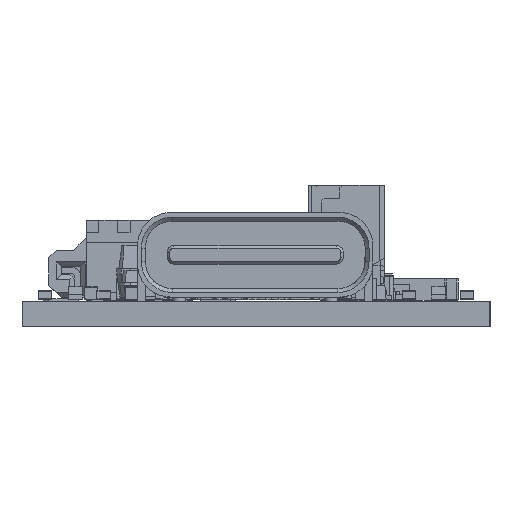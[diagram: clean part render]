
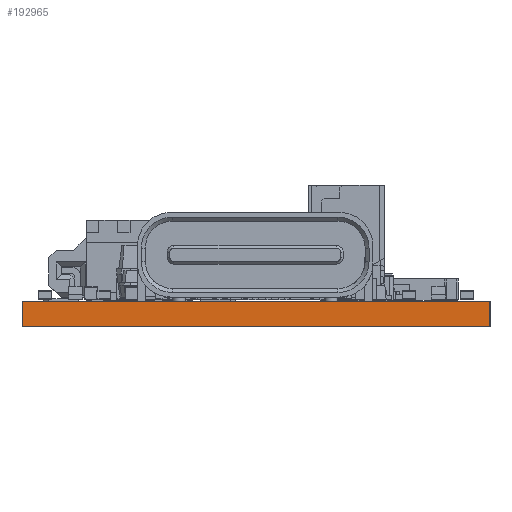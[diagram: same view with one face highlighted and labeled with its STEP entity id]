
A CAD part, left-side view. The second image highlights one B-rep face of the part: STEP entity #192965.
In plain terms, the highlighted planar face has unit normal (-1, 0, 0).
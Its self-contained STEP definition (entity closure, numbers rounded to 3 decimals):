
#181554 = PLANE('',#181555);
#181555 = AXIS2_PLACEMENT_3D('',#181556,#181557,#181558);
#181556 = CARTESIAN_POINT('',(26.01,8.89,0.));
#181557 = DIRECTION('',(-0.,-0.,-1.));
#181558 = DIRECTION('',(-1.,0.,0.));
#181610 = PLANE('',#181611);
#181611 = AXIS2_PLACEMENT_3D('',#181612,#181613,#181614);
#181612 = CARTESIAN_POINT('',(26.01,8.89,0.98));
#181613 = DIRECTION('',(-0.,-0.,-1.));
#181614 = DIRECTION('',(-1.,0.,0.));
#182678 = VERTEX_POINT('',#182679);
#182679 = CARTESIAN_POINT('',(0.,-0.,0.));
#182693 = PLANE('',#182694);
#182694 = AXIS2_PLACEMENT_3D('',#182695,#182696,#182697);
#182695 = CARTESIAN_POINT('',(52.019,0.,0.));
#182696 = DIRECTION('',(0.,-1.,0.));
#182697 = DIRECTION('',(-1.,0.,0.));
#182705 = EDGE_CURVE('',#182678,#182706,#182708,.T.);
#182706 = VERTEX_POINT('',#182707);
#182707 = CARTESIAN_POINT('',(0.,17.78,0.));
#182708 = SURFACE_CURVE('',#182709,(#182713,#182720),.PCURVE_S1.);
#182709 = LINE('',#182710,#182711);
#182710 = CARTESIAN_POINT('',(0.,-0.,0.));
#182711 = VECTOR('',#182712,1.);
#182712 = DIRECTION('',(0.,1.,0.));
#182713 = PCURVE('',#181554,#182714);
#182714 = DEFINITIONAL_REPRESENTATION('',(#182715),#182719);
#182715 = LINE('',#182716,#182717);
#182716 = CARTESIAN_POINT('',(26.01,-8.89));
#182717 = VECTOR('',#182718,1.);
#182718 = DIRECTION('',(0.,1.));
#182719 = ( GEOMETRIC_REPRESENTATION_CONTEXT(2) 
PARAMETRIC_REPRESENTATION_CONTEXT() REPRESENTATION_CONTEXT('2D SPACE',''
  ) );
#182720 = PCURVE('',#182721,#182726);
#182721 = PLANE('',#182722);
#182722 = AXIS2_PLACEMENT_3D('',#182723,#182724,#182725);
#182723 = CARTESIAN_POINT('',(0.,0.,0.));
#182724 = DIRECTION('',(-1.,0.,0.));
#182725 = DIRECTION('',(0.,1.,0.));
#182726 = DEFINITIONAL_REPRESENTATION('',(#182727),#182731);
#182727 = LINE('',#182728,#182729);
#182728 = CARTESIAN_POINT('',(0.,0.));
#182729 = VECTOR('',#182730,1.);
#182730 = DIRECTION('',(1.,0.));
#182731 = ( GEOMETRIC_REPRESENTATION_CONTEXT(2) 
PARAMETRIC_REPRESENTATION_CONTEXT() REPRESENTATION_CONTEXT('2D SPACE',''
  ) );
#182749 = PLANE('',#182750);
#182750 = AXIS2_PLACEMENT_3D('',#182751,#182752,#182753);
#182751 = CARTESIAN_POINT('',(0.,17.78,0.));
#182752 = DIRECTION('',(0.,1.,0.));
#182753 = DIRECTION('',(1.,0.,0.));
#188201 = VERTEX_POINT('',#188202);
#188202 = CARTESIAN_POINT('',(0.,0.,0.98));
#188223 = EDGE_CURVE('',#188201,#188224,#188226,.T.);
#188224 = VERTEX_POINT('',#188225);
#188225 = CARTESIAN_POINT('',(0.,17.78,0.98));
#188226 = SURFACE_CURVE('',#188227,(#188231,#188238),.PCURVE_S1.);
#188227 = LINE('',#188228,#188229);
#188228 = CARTESIAN_POINT('',(0.,0.,0.98));
#188229 = VECTOR('',#188230,1.);
#188230 = DIRECTION('',(0.,1.,0.));
#188231 = PCURVE('',#181610,#188232);
#188232 = DEFINITIONAL_REPRESENTATION('',(#188233),#188237);
#188233 = LINE('',#188234,#188235);
#188234 = CARTESIAN_POINT('',(26.01,-8.89));
#188235 = VECTOR('',#188236,1.);
#188236 = DIRECTION('',(0.,1.));
#188237 = ( GEOMETRIC_REPRESENTATION_CONTEXT(2) 
PARAMETRIC_REPRESENTATION_CONTEXT() REPRESENTATION_CONTEXT('2D SPACE',''
  ) );
#188238 = PCURVE('',#182721,#188239);
#188239 = DEFINITIONAL_REPRESENTATION('',(#188240),#188244);
#188240 = LINE('',#188241,#188242);
#188241 = CARTESIAN_POINT('',(0.,-0.98));
#188242 = VECTOR('',#188243,1.);
#188243 = DIRECTION('',(1.,0.));
#188244 = ( GEOMETRIC_REPRESENTATION_CONTEXT(2) 
PARAMETRIC_REPRESENTATION_CONTEXT() REPRESENTATION_CONTEXT('2D SPACE',''
  ) );
#192943 = EDGE_CURVE('',#182706,#188224,#192944,.T.);
#192944 = SURFACE_CURVE('',#192945,(#192949,#192956),.PCURVE_S1.);
#192945 = LINE('',#192946,#192947);
#192946 = CARTESIAN_POINT('',(0.,17.78,0.));
#192947 = VECTOR('',#192948,1.);
#192948 = DIRECTION('',(0.,0.,1.));
#192949 = PCURVE('',#182749,#192950);
#192950 = DEFINITIONAL_REPRESENTATION('',(#192951),#192955);
#192951 = LINE('',#192952,#192953);
#192952 = CARTESIAN_POINT('',(0.,0.));
#192953 = VECTOR('',#192954,1.);
#192954 = DIRECTION('',(0.,-1.));
#192955 = ( GEOMETRIC_REPRESENTATION_CONTEXT(2) 
PARAMETRIC_REPRESENTATION_CONTEXT() REPRESENTATION_CONTEXT('2D SPACE',''
  ) );
#192956 = PCURVE('',#182721,#192957);
#192957 = DEFINITIONAL_REPRESENTATION('',(#192958),#192962);
#192958 = LINE('',#192959,#192960);
#192959 = CARTESIAN_POINT('',(17.78,0.));
#192960 = VECTOR('',#192961,1.);
#192961 = DIRECTION('',(0.,-1.));
#192962 = ( GEOMETRIC_REPRESENTATION_CONTEXT(2) 
PARAMETRIC_REPRESENTATION_CONTEXT() REPRESENTATION_CONTEXT('2D SPACE',''
  ) );
#192965 = ADVANCED_FACE('',(#192966),#182721,.T.);
#192966 = FACE_BOUND('',#192967,.T.);
#192967 = EDGE_LOOP('',(#192968,#192989,#192990,#192991));
#192968 = ORIENTED_EDGE('',*,*,#192969,.T.);
#192969 = EDGE_CURVE('',#182678,#188201,#192970,.T.);
#192970 = SURFACE_CURVE('',#192971,(#192975,#192982),.PCURVE_S1.);
#192971 = LINE('',#192972,#192973);
#192972 = CARTESIAN_POINT('',(0.,-0.,0.));
#192973 = VECTOR('',#192974,1.);
#192974 = DIRECTION('',(0.,0.,1.));
#192975 = PCURVE('',#182721,#192976);
#192976 = DEFINITIONAL_REPRESENTATION('',(#192977),#192981);
#192977 = LINE('',#192978,#192979);
#192978 = CARTESIAN_POINT('',(0.,0.));
#192979 = VECTOR('',#192980,1.);
#192980 = DIRECTION('',(0.,-1.));
#192981 = ( GEOMETRIC_REPRESENTATION_CONTEXT(2) 
PARAMETRIC_REPRESENTATION_CONTEXT() REPRESENTATION_CONTEXT('2D SPACE',''
  ) );
#192982 = PCURVE('',#182693,#192983);
#192983 = DEFINITIONAL_REPRESENTATION('',(#192984),#192988);
#192984 = LINE('',#192985,#192986);
#192985 = CARTESIAN_POINT('',(52.019,0.));
#192986 = VECTOR('',#192987,1.);
#192987 = DIRECTION('',(0.,-1.));
#192988 = ( GEOMETRIC_REPRESENTATION_CONTEXT(2) 
PARAMETRIC_REPRESENTATION_CONTEXT() REPRESENTATION_CONTEXT('2D SPACE',''
  ) );
#192989 = ORIENTED_EDGE('',*,*,#188223,.T.);
#192990 = ORIENTED_EDGE('',*,*,#192943,.F.);
#192991 = ORIENTED_EDGE('',*,*,#182705,.F.);
